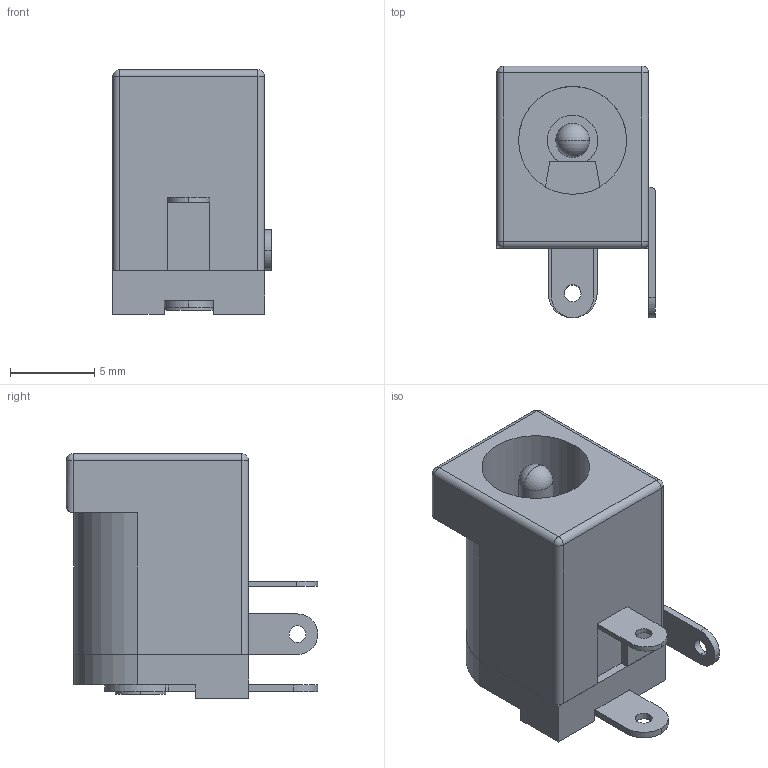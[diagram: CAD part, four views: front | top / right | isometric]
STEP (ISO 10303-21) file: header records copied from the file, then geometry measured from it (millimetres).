
FILE_DESCRIPTION (( 'STEP AP214' ), '1' );
FILE_NAME ('KLDX-0202-A.STEP', '2022-03-18T06:56:58', ( '' ), ( '' ), 'SwSTEP 2.0', 'SolidWorks 2018', '' );
FILE_SCHEMA (( 'AUTOMOTIVE_DESIGN' ));
Length unit declared in the file: millimetre
Products named in the file (1): KLDX-0202-A
Bounding box: 9.4 x 14.9 x 14.5 mm (x, y, z)
Volume: 1007.1 mm3; surface area: 1279.5 mm2
Topology: 8 solids, 8 shells, 106 faces, 260 edges, 165 vertices
Faces by surface type: plane 54, cylinder 46, sphere 6
Entity records: 4359 total; most frequent: DIRECTION 550, CARTESIAN_POINT 541, ORIENTED_EDGE 504, EDGE_CURVE 252, AXIS2_PLACEMENT_3D 196, VERTEX_POINT 163, LINE 158, VECTOR 158
